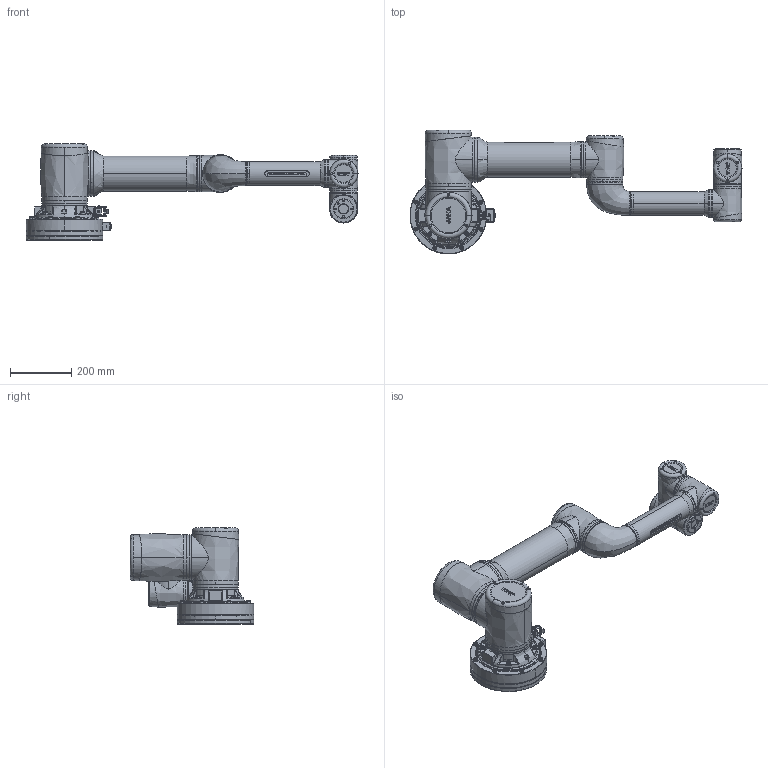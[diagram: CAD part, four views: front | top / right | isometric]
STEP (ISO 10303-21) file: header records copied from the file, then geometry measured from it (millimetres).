
FILE_DESCRIPTION (( 'STEP AP214' ), '1' );
FILE_NAME ('Zu 18 sp.STEP', '2021-09-06T11:14:18', ( 'Jiaxin' ), ( '' ), 'SwSTEP 2.0', 'SolidWorks 2016', '' );
FILE_SCHEMA (( 'AUTOMOTIVE_DESIGN' ));
Length unit declared in the file: millimetre
Products named in the file (13): Zu 18 05_默认; Zu 18 04_默认; Zu 18 03_默认; Zu 18 02_默认; Zu 18 01_默认; Zu 18 00_默认; Zu 18 sp; M8x20_默认; M8x65_默认; Flange_03_默认; sp_03_默认; Zu 18; Zu 18 06_默认
Assembly tree (22 placements, depth 3):
  Zu 18 sp
    Zu 18
      Zu 18 00_默认
      Zu 18 01_默认
      Zu 18 02_默认
      Zu 18 03_默认
      Zu 18 04_默认
      Zu 18 05_默认
      Zu 18 06_默认
    sp_03_默认
    Flange_03_默认
    M8x65_默认  x8
    M8x20_默认  x4
Bounding box: 1082.18 x 403.15 x 313.15 mm (x, y, z)
Volume: 21895489.8 mm3; surface area: 1548585.8 mm2
Topology: 34 solids, 37 shells, 2806 faces, 7177 edges, 4585 vertices
Faces by surface type: plane 1284, cylinder 913, bspline 344, cone 149, torus 115, sphere 1
Entity records: 114917 total; most frequent: CARTESIAN_POINT 42440, ORIENTED_EDGE 12890, DIRECTION 12187, EDGE_CURVE 6540, AXIS2_PLACEMENT_3D 4305, VERTEX_POINT 4249, VECTOR 3577, LINE 3577
